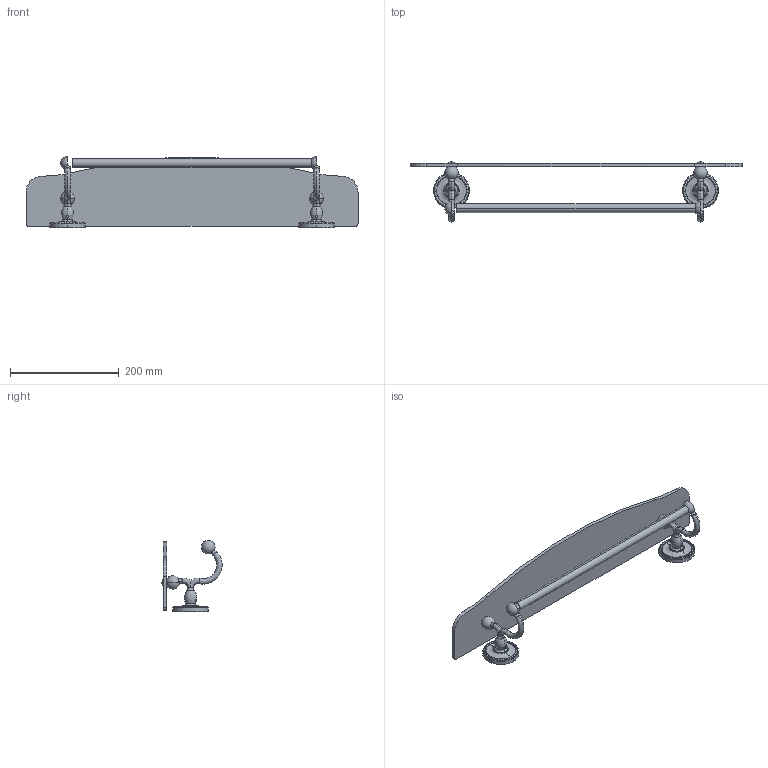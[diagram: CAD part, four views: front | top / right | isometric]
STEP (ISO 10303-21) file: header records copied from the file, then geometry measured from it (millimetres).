
FILE_DESCRIPTION((''),'2;1');
FILE_NAME('1519T-24_WEB','2011-01-11T',('project'),(''),'PRO/ENGINEER BY PARAMETRIC TECHNOLOGY CORPORATION, 2009300','PRO/ENGINEER BY PARAMETRIC TECHNOLOGY CORPORATION, 2009300','');
FILE_SCHEMA(('CONFIG_CONTROL_DESIGN'));
Length unit declared in the file: inch
Products named in the file (1): 1519T-24_WEB
Bounding box: 609.6 x 110.43 x 131.01 mm (x, y, z)
Surface area: 208854.3 mm2 (no closed solid volume)
Topology: 0 solids, 14 shells, 166 faces, 714 edges, 540 vertices
Faces by surface type: bspline 80, torus 32, cylinder 27, sphere 14, plane 13
Entity records: 10692 total; most frequent: CARTESIAN_POINT 5114, DIRECTION 1346, ORIENTED_EDGE 968, EDGE_CURVE 700, AXIS2_PLACEMENT_3D 656, CIRCLE 570, VERTEX_POINT 540, EDGE_LOOP 166
